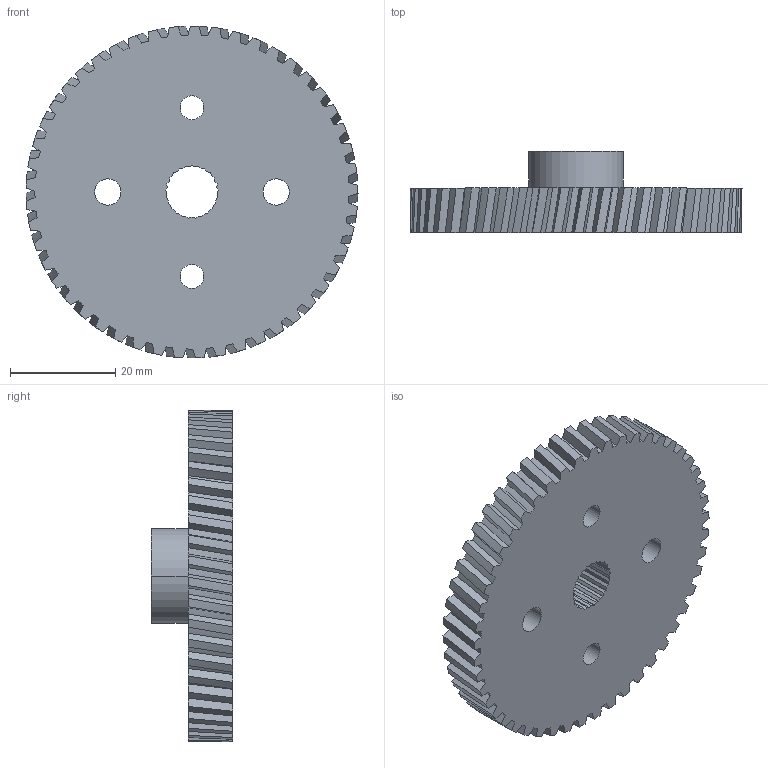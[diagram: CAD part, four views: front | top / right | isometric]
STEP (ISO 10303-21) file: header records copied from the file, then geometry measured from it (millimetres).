
FILE_DESCRIPTION((''),'2;1');
FILE_NAME('63228500AA-430-P890','2023-02-24T12:47:54',('T0177192'),('THALES LAS Elancourt'),'CREO PARAMETRIC BY PTC INC, 2022162','CREO PARAMETRIC BY PTC INC, 2022162','');
FILE_SCHEMA(('AUTOMOTIVE_DESIGN { 1 0 10303 214 1 1 1 1 }'));
Length unit declared in the file: millimetre
Products named in the file (1): 63228500AA-430-P890
Bounding box: 63 x 15.4 x 62.99 mm (x, y, z)
Volume: 24919 mm3; surface area: 9679.9 mm2
Topology: 1 solids, 1 shells, 288 faces, 851 edges, 566 vertices
Faces by surface type: bspline 147, cylinder 84, plane 53, cone 4
Entity records: 14397 total; most frequent: CARTESIAN_POINT 4304, ORIENTED_EDGE 1702, DIRECTION 1109, PRESENTATION_STYLE_ASSIGNMENT 852, STYLED_ITEM 852, CURVE_STYLE 851, EDGE_CURVE 851, VERTEX_POINT 566
